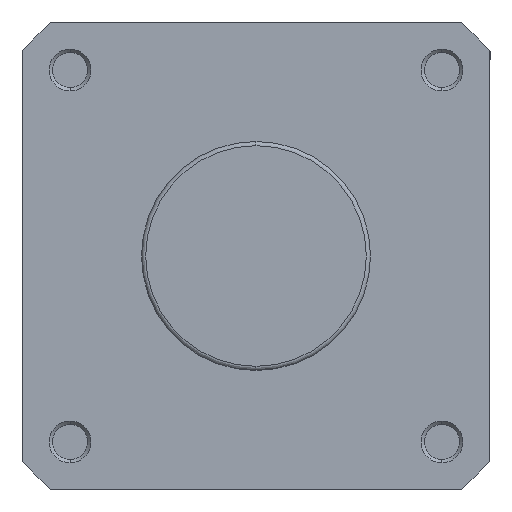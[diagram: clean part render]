
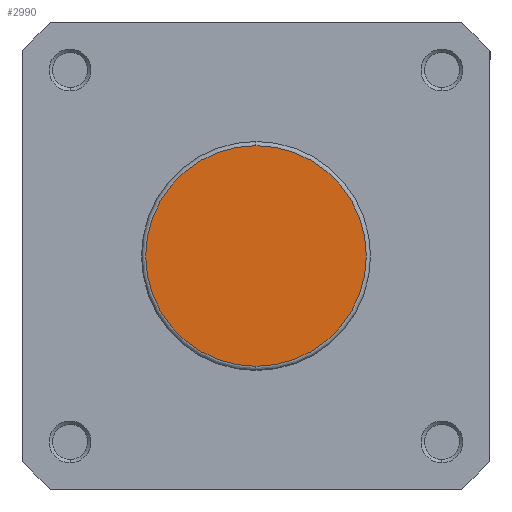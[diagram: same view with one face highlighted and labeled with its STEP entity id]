
A CAD part, left-side view. The second image highlights one B-rep face of the part: STEP entity #2990.
In plain terms, the highlighted planar face has unit normal (-1, 0, 0).
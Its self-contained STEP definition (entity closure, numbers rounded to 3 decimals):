
#29 = FACE_OUTER_BOUND ( 'NONE', #1858, .T. ) ;
#628 = CARTESIAN_POINT ( 'NONE',  ( 0., 0., 26.4 ) ) ;
#752 = CARTESIAN_POINT ( 'NONE',  ( 0., 0., -26.4 ) ) ;
#1586 = ORIENTED_EDGE ( 'NONE', *, *, #2179, .T. ) ;
#1587 = ORIENTED_EDGE ( 'NONE', *, *, #2502, .T. ) ;
#1858 = EDGE_LOOP ( 'NONE', ( #1587, #1586 ) ) ;
#1993 = CIRCLE ( 'NONE', #2546, 26.4 ) ;
#2179 = EDGE_CURVE ( 'NONE', #4970, #5169, #1993, .T. ) ;
#2502 = EDGE_CURVE ( 'NONE', #5169, #4970, #4447, .T. ) ;
#2546 = AXIS2_PLACEMENT_3D ( 'NONE', #4841, #4933, #4932 ) ;
#2707 = AXIS2_PLACEMENT_3D ( 'NONE', #3643, #3650, #3651 ) ;
#2742 = AXIS2_PLACEMENT_3D ( 'NONE', #3762, #3771, #3772 ) ;
#2990 = ADVANCED_FACE ( 'NONE', ( #29 ), #3761, .F. ) ;
#3643 = CARTESIAN_POINT ( 'NONE',  ( 0., 0., 0. ) ) ;
#3650 = DIRECTION ( 'NONE',  ( -1., 0., 0. ) ) ;
#3651 = DIRECTION ( 'NONE',  ( 0., 0., -1. ) ) ;
#3761 = PLANE ( 'NONE',  #2742 ) ;
#3762 = CARTESIAN_POINT ( 'NONE',  ( 0., 27.4, 0. ) ) ;
#3771 = DIRECTION ( 'NONE',  ( 1., 0., 0. ) ) ;
#3772 = DIRECTION ( 'NONE',  ( 0., 0., -1. ) ) ;
#4447 = CIRCLE ( 'NONE', #2707, 26.4 ) ;
#4841 = CARTESIAN_POINT ( 'NONE',  ( 0., 0., 0. ) ) ;
#4932 = DIRECTION ( 'NONE',  ( 0., 0., -1. ) ) ;
#4933 = DIRECTION ( 'NONE',  ( -1., 0., 0. ) ) ;
#4970 = VERTEX_POINT ( 'NONE', #628 ) ;
#5169 = VERTEX_POINT ( 'NONE', #752 ) ;
